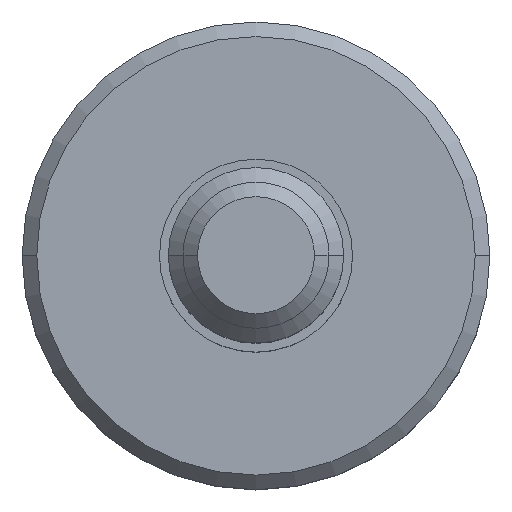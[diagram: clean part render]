
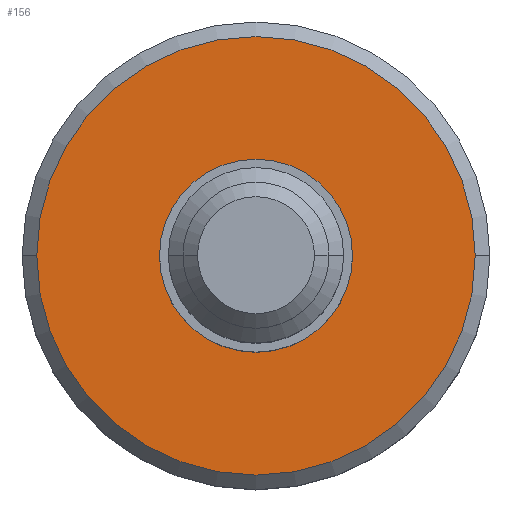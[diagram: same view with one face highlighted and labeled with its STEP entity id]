
A CAD part, top view. The second image highlights one B-rep face of the part: STEP entity #156.
In plain terms, the highlighted planar face has unit normal (0, 0, 1).
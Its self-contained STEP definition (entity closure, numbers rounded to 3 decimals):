
#23 = EDGE_CURVE ( 'NONE', #770, #790, #430, .T. ) ;
#32 = FACE_OUTER_BOUND ( 'NONE', #938, .T. ) ;
#79 = AXIS2_PLACEMENT_3D ( 'NONE', #331, #256, #699 ) ;
#107 = EDGE_CURVE ( 'NONE', #910, #407, #246, .T. ) ;
#123 = ORIENTED_EDGE ( 'NONE', *, *, #601, .T. ) ;
#156 = ADVANCED_FACE ( 'NONE', ( #32, #486 ), #920, .T. ) ;
#165 = DIRECTION ( 'NONE',  ( 0., 0., 1. ) ) ;
#170 = AXIS2_PLACEMENT_3D ( 'NONE', #814, #165, #636 ) ;
#200 = CARTESIAN_POINT ( 'NONE',  ( 0., 0., 6. ) ) ;
#222 = EDGE_LOOP ( 'NONE', ( #123, #840 ) ) ;
#241 = EDGE_CURVE ( 'NONE', #790, #770, #595, .T. ) ;
#246 = CIRCLE ( 'NONE', #668, 3.3 ) ;
#248 = CARTESIAN_POINT ( 'NONE',  ( 0., 0., 6. ) ) ;
#256 = DIRECTION ( 'NONE',  ( 0., 0., 1. ) ) ;
#279 = AXIS2_PLACEMENT_3D ( 'NONE', #453, #808, #874 ) ;
#331 = CARTESIAN_POINT ( 'NONE',  ( 0., 0., 6. ) ) ;
#393 = ORIENTED_EDGE ( 'NONE', *, *, #23, .T. ) ;
#407 = VERTEX_POINT ( 'NONE', #542 ) ;
#430 = CIRCLE ( 'NONE', #653, 7.5 ) ;
#442 = ORIENTED_EDGE ( 'NONE', *, *, #241, .T. ) ;
#453 = CARTESIAN_POINT ( 'NONE',  ( 0., 0., 6. ) ) ;
#474 = DIRECTION ( 'NONE',  ( 0., 0., -1. ) ) ;
#486 = FACE_BOUND ( 'NONE', #222, .T. ) ;
#542 = CARTESIAN_POINT ( 'NONE',  ( -3.3, 0., 6. ) ) ;
#595 = CIRCLE ( 'NONE', #170, 7.5 ) ;
#600 = DIRECTION ( 'NONE',  ( 0., 0., 1. ) ) ;
#601 = EDGE_CURVE ( 'NONE', #407, #910, #687, .T. ) ;
#615 = CARTESIAN_POINT ( 'NONE',  ( 7.5, 0., 6. ) ) ;
#636 = DIRECTION ( 'NONE',  ( 1., 0., 0. ) ) ;
#653 = AXIS2_PLACEMENT_3D ( 'NONE', #248, #600, #740 ) ;
#668 = AXIS2_PLACEMENT_3D ( 'NONE', #200, #474, #758 ) ;
#687 = CIRCLE ( 'NONE', #279, 3.3 ) ;
#695 = CARTESIAN_POINT ( 'NONE',  ( 3.3, 0., 6. ) ) ;
#699 = DIRECTION ( 'NONE',  ( 1., 0., 0. ) ) ;
#740 = DIRECTION ( 'NONE',  ( 1., 0., 0. ) ) ;
#758 = DIRECTION ( 'NONE',  ( -1., 0., 0. ) ) ;
#770 = VERTEX_POINT ( 'NONE', #615 ) ;
#790 = VERTEX_POINT ( 'NONE', #813 ) ;
#808 = DIRECTION ( 'NONE',  ( 0., 0., -1. ) ) ;
#813 = CARTESIAN_POINT ( 'NONE',  ( -7.5, 0., 6. ) ) ;
#814 = CARTESIAN_POINT ( 'NONE',  ( 0., 0., 6. ) ) ;
#840 = ORIENTED_EDGE ( 'NONE', *, *, #107, .T. ) ;
#874 = DIRECTION ( 'NONE',  ( -1., 0., 0. ) ) ;
#910 = VERTEX_POINT ( 'NONE', #695 ) ;
#920 = PLANE ( 'NONE',  #79 ) ;
#938 = EDGE_LOOP ( 'NONE', ( #442, #393 ) ) ;
